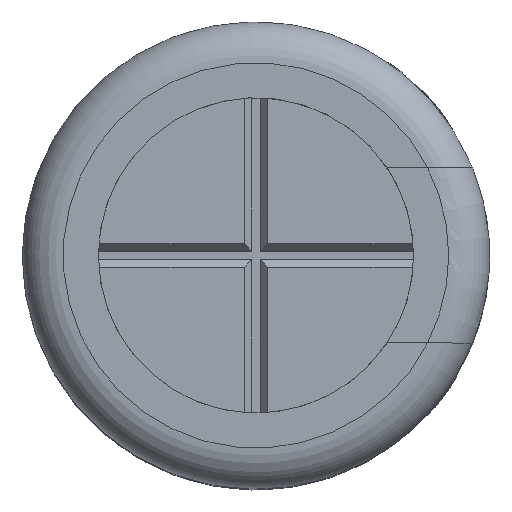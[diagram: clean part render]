
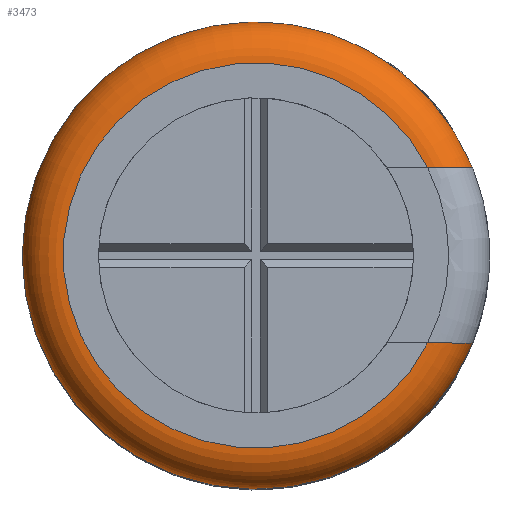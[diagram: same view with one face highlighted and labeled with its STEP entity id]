
A CAD part, top view. The second image highlights one B-rep face of the part: STEP entity #3473.
In plain terms, the highlighted toroidal (fillet/blend) face has major radius 3.3 mm and minor radius 0.7 mm.
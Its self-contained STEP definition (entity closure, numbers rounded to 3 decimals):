
#137 = CARTESIAN_POINT ( 'NONE',  ( 0., 0., 10.8 ) ) ;
#561 = EDGE_CURVE ( 'NONE', #25363, #19383, #9489, .T. ) ;
#1145 = ORIENTED_EDGE ( 'NONE', *, *, #21077, .F. ) ;
#1591 = CARTESIAN_POINT ( 'NONE',  ( 3.545, -1.5, 11.244 ) ) ;
#3473 = ADVANCED_FACE ( 'NONE', ( #22837 ), #18090, .T. ) ;
#4753 = DIRECTION ( 'NONE',  ( 0., 0., -1. ) ) ;
#4929 = CARTESIAN_POINT ( 'NONE',  ( 3.708, 1.5, 10.8 ) ) ;
#5084 = EDGE_CURVE ( 'NONE', #25428, #19383, #25284, .T. ) ;
#5265 = CARTESIAN_POINT ( 'NONE',  ( 3.708, 1.5, 10.897 ) ) ;
#7092 = EDGE_CURVE ( 'NONE', #18674, #24988, #20836, .T. ) ;
#7213 = DIRECTION ( 'NONE',  ( 1., 0., 0. ) ) ;
#7631 = CIRCLE ( 'NONE', #14729, 4. ) ;
#7794 = CARTESIAN_POINT ( 'NONE',  ( 3.132, 1.5, 11.5 ) ) ;
#8422 = ORIENTED_EDGE ( 'NONE', *, *, #5084, .T. ) ;
#9230 = AXIS2_PLACEMENT_3D ( 'NONE', #27131, #23109, #9755 ) ;
#9347 = EDGE_CURVE ( 'NONE', #25428, #24988, #16795, .T. ) ;
#9489 = CIRCLE ( 'NONE', #14369, 4. ) ;
#9755 = DIRECTION ( 'NONE',  ( 1., 0., 0. ) ) ;
#12068 = ORIENTED_EDGE ( 'NONE', *, *, #561, .F. ) ;
#12299 = CARTESIAN_POINT ( 'NONE',  ( 2.939, -1.5, 11.5 ) ) ;
#13738 = CARTESIAN_POINT ( 'NONE',  ( 3.708, -1.5, 10.896 ) ) ;
#14297 = ORIENTED_EDGE ( 'NONE', *, *, #7092, .T. ) ;
#14369 = AXIS2_PLACEMENT_3D ( 'NONE', #23948, #4753, #22126 ) ;
#14729 = AXIS2_PLACEMENT_3D ( 'NONE', #26392, #20235, #7213 ) ;
#15700 = CARTESIAN_POINT ( 'NONE',  ( 3.325, -1.5, 11.435 ) ) ;
#15874 = CARTESIAN_POINT ( 'NONE',  ( 3.603, 1.5, 11.168 ) ) ;
#16496 = CARTESIAN_POINT ( 'NONE',  ( 3.604, -1.5, 11.166 ) ) ;
#16795 = CIRCLE ( 'NONE', #9230, 3.3 ) ;
#17134 = CARTESIAN_POINT ( 'NONE',  ( 3.708, 1.5, 10.8 ) ) ;
#17169 = DIRECTION ( 'NONE',  ( 1., 0., 0. ) ) ;
#17183 = AXIS2_PLACEMENT_3D ( 'NONE', #137, #19149, #17169 ) ;
#17835 = CARTESIAN_POINT ( 'NONE',  ( 3.686, -1.5, 10.992 ) ) ;
#18090 = TOROIDAL_SURFACE ( 'NONE', #17183, 3.3, 0.7 ) ;
#18430 = CARTESIAN_POINT ( 'NONE',  ( 2.939, 1.5, 11.5 ) ) ;
#18476 = CARTESIAN_POINT ( 'NONE',  ( 3.708, -1.5, 10.8 ) ) ;
#18674 = VERTEX_POINT ( 'NONE', #18476 ) ;
#19149 = DIRECTION ( 'NONE',  ( 0., 0., 1. ) ) ;
#19383 = VERTEX_POINT ( 'NONE', #4929 ) ;
#20116 = CARTESIAN_POINT ( 'NONE',  ( 3.325, 1.5, 11.435 ) ) ;
#20159 = EDGE_LOOP ( 'NONE', ( #1145, #14297, #22629, #8422, #12068 ) ) ;
#20235 = DIRECTION ( 'NONE',  ( 0., 0., -1. ) ) ;
#20552 = CARTESIAN_POINT ( 'NONE',  ( -4., 0., 10.8 ) ) ;
#20590 = CARTESIAN_POINT ( 'NONE',  ( 2.939, -1.5, 11.5 ) ) ;
#20703 = CARTESIAN_POINT ( 'NONE',  ( 2.939, 1.5, 11.5 ) ) ;
#20836 = B_SPLINE_CURVE_WITH_KNOTS ( 'NONE', 3,
 ( #23889, #13738, #17835, #16496, #1591, #15700, #23011, #12299 ),
 .UNSPECIFIED., .F., .F.,
 ( 4, 2, 2, 4 ),
 ( 0.003, 0.003, 0.003, 0.004 ),
 .UNSPECIFIED. ) ;
#21077 = EDGE_CURVE ( 'NONE', #18674, #25363, #7631, .T. ) ;
#22126 = DIRECTION ( 'NONE',  ( 1., 0., 0. ) ) ;
#22629 = ORIENTED_EDGE ( 'NONE', *, *, #9347, .F. ) ;
#22837 = FACE_OUTER_BOUND ( 'NONE', #20159, .T. ) ;
#23011 = CARTESIAN_POINT ( 'NONE',  ( 3.131, -1.5, 11.5 ) ) ;
#23109 = DIRECTION ( 'NONE',  ( 0., 0., 1. ) ) ;
#23889 = CARTESIAN_POINT ( 'NONE',  ( 3.708, -1.5, 10.8 ) ) ;
#23948 = CARTESIAN_POINT ( 'NONE',  ( 0., 0., 10.8 ) ) ;
#24463 = CARTESIAN_POINT ( 'NONE',  ( 3.686, 1.5, 10.993 ) ) ;
#24988 = VERTEX_POINT ( 'NONE', #20590 ) ;
#25284 = B_SPLINE_CURVE_WITH_KNOTS ( 'NONE', 3,
 ( #18430, #7794, #20116, #26544, #15874, #24463, #5265, #17134 ),
 .UNSPECIFIED., .F., .F.,
 ( 4, 2, 2, 4 ),
 ( 0.001, 0.002, 0.002, 0.002 ),
 .UNSPECIFIED. ) ;
#25363 = VERTEX_POINT ( 'NONE', #20552 ) ;
#25428 = VERTEX_POINT ( 'NONE', #20703 ) ;
#26392 = CARTESIAN_POINT ( 'NONE',  ( 0., 0., 10.8 ) ) ;
#26544 = CARTESIAN_POINT ( 'NONE',  ( 3.543, 1.5, 11.245 ) ) ;
#27131 = CARTESIAN_POINT ( 'NONE',  ( 0., 0., 11.5 ) ) ;
